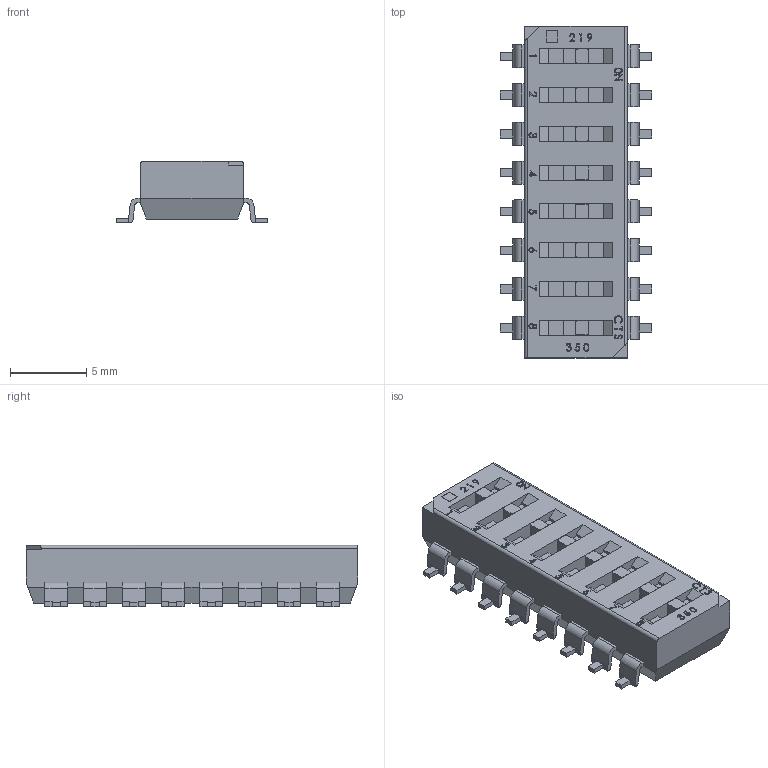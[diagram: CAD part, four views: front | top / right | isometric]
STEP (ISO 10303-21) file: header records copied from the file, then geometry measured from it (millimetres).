
FILE_DESCRIPTION(('FreeCAD Model'),'2;1');
FILE_NAME('219-8LPST.step','2019-07-12T16:59:18',('kicad StepUp'),( 'ksu MCAD'),'Open CASCADE STEP processor 7.3','FreeCAD','Unknown');
FILE_SCHEMA(('AUTOMOTIVE_DESIGN { 1 0 10303 214 1 1 1 1 }'));
Length unit declared in the file: millimetre
Products named in the file (1): 219-8LPST
Bounding box: 9.91 x 21.74 x 4.05 mm (x, y, z)
Volume: 535.9 mm3; surface area: 706 mm2
Topology: 1 solids, 1 shells, 693 faces, 1904 edges, 1264 vertices
Faces by surface type: plane 478, bspline 133, cylinder 82
Entity records: 29255 total; most frequent: CARTESIAN_POINT 12361, ORIENTED_EDGE 3808, DIRECTION 2920, EDGE_CURVE 1904, LINE 1474, VECTOR 1474, VERTEX_POINT 1264, FACE_BOUND 744
